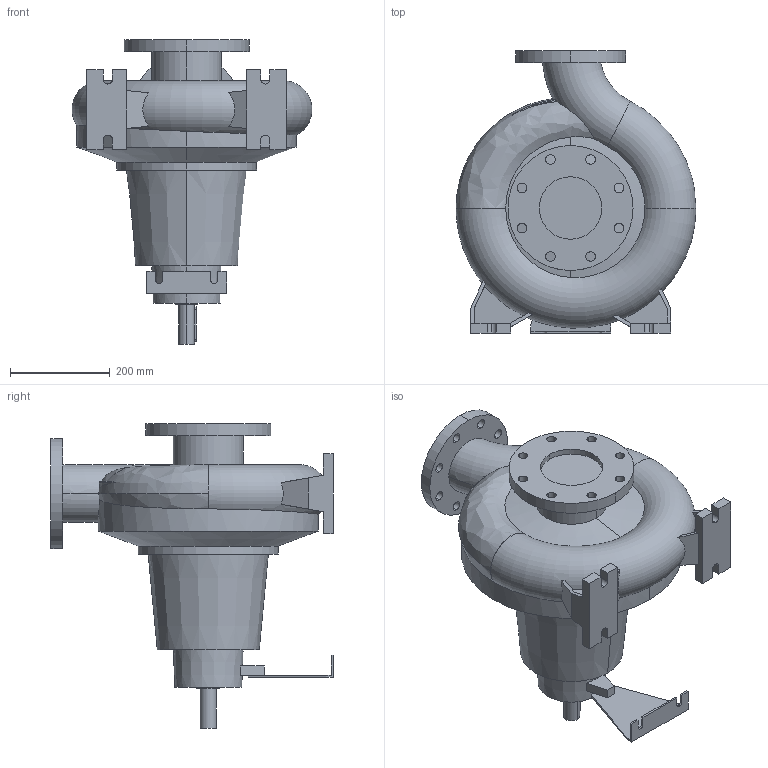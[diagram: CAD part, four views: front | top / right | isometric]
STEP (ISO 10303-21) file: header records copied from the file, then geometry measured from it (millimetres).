
FILE_DESCRIPTION (( 'STEP AP203' ), '1' );
FILE_NAME ('10017783swp00.step', '2023-07-10T11:02:22', ( '' ), ( '' ), 'SwSTEP 2.0', 'SolidWorks 2020', '' );
FILE_SCHEMA (( 'CONFIG_CONTROL_DESIGN' ));
Length unit declared in the file: millimetre
Products named in the file (1): 10017783swp00
Bounding box: 479.83 x 565 x 610 mm (x, y, z)
Volume: 37386217.2 mm3; surface area: 1078302.3 mm2
Topology: 1 solids, 1 shells, 174 faces, 475 edges, 314 vertices
Faces by surface type: plane 92, cylinder 65, cone 9, torus 6, bspline 2
Entity records: 7236 total; most frequent: CARTESIAN_POINT 2638, ORIENTED_EDGE 950, DIRECTION 924, EDGE_CURVE 475, AXIS2_PLACEMENT_3D 327, VERTEX_POINT 314, LINE 270, VECTOR 270
